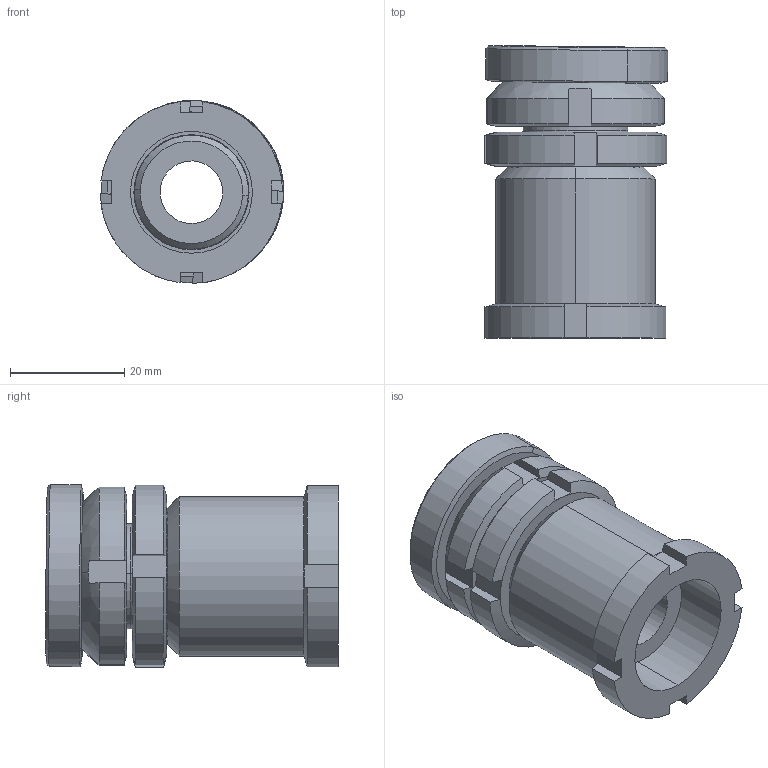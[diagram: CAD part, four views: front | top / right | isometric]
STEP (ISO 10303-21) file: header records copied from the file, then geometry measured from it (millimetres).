
FILE_DESCRIPTION (( 'STEP AP214' ), '1' );
FILE_NAME ('KVSK 20-11 0-0.STEP', '2015-10-09T10:52:33', ( '' ), ( '' ), 'SwSTEP 2.0', 'SolidWorks 2015', '' );
FILE_SCHEMA (( 'AUTOMOTIVE_DESIGN' ));
Length unit declared in the file: millimetre
Products named in the file (5): KVS 20-11 1-0 A1; KM 20-0 A1; HVS 20 2-0 A1; KVSK 20-11 0-0; KAS 20 2-0 A1
Assembly tree (4 placements, depth 2):
  KVSK 20-11 0-0
    HVS 20 2-0 A1
    KAS 20 2-0 A1
    KVS 20-11 1-0 A1
    KM 20-0 A1
Bounding box: 32.19 x 51.29 x 32.09 mm (x, y, z)
Volume: 26247.3 mm3; surface area: 15098.1 mm2
Topology: 4 solids, 4 shells, 136 faces, 318 edges, 196 vertices
Faces by surface type: plane 50, cylinder 40, cone 36, torus 6, sphere 4
Entity records: 4324 total; most frequent: CARTESIAN_POINT 945, DIRECTION 686, ORIENTED_EDGE 636, EDGE_CURVE 318, AXIS2_PLACEMENT_3D 289, VERTEX_POINT 196, EDGE_LOOP 150, CIRCLE 146
